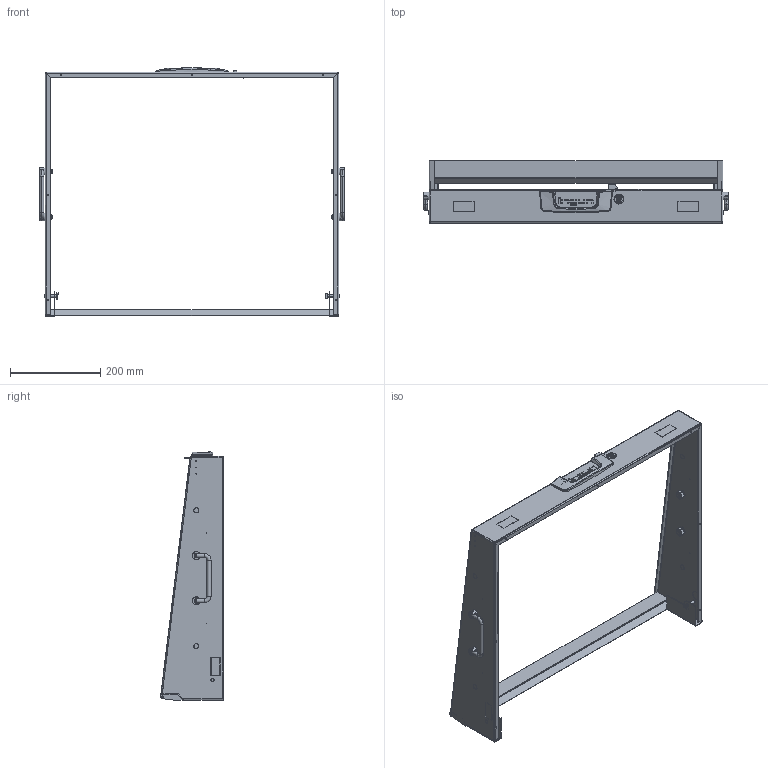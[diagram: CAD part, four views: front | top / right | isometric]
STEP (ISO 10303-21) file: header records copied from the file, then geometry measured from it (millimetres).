
FILE_DESCRIPTION (( 'STEP AP214' ), '1' );
FILE_NAME ('INGUN_113786.STEP', '2022-10-20T12:54:21', ( '' ), ( '' ), 'SwSTEP 2.0', 'SolidWorks 2021', '' );
FILE_SCHEMA (( 'AUTOMOTIVE_DESIGN' ));
Length unit declared in the file: millimetre
Products named in the file (18): 32171~0_S; 112026~0_Mitte<S>; 114196_004~0_S; 113787~1_S; 114196_001~0; 114196~0; 114196_002~0; INGUN_113786; DIN125~n_04,3 M04,0; 114364~0_S; 49317~0; 112025~2_S; ISO7380~n_M03,0x005; DIN912~n_M04,0x012; 112024~0_S; 114196_003~0; 112992~2_S; DIN985-A2~n_M04,0
Assembly tree (23 placements, depth 3):
  INGUN_113786
    113787~1_S
    32171~0_S
    112024~0_S
    112025~2_S
    DIN125~n_04,3 M04,0
    DIN985-A2~n_M04,0
    DIN912~n_M04,0x012
    112026~0_Mitte<S>
    112992~2_S  x2
    49317~0  x2
    ISO7380~n_M03,0x005
    114196~0  x2
      114196_001~0
      114196_002~0
      114196_003~0
      114196_004~0_S
    114364~0_S
Bounding box: 674 x 139.04 x 549.82 mm (x, y, z)
Volume: 542122.8 mm3; surface area: 538756.8 mm2
Topology: 30 solids, 30 shells, 1159 faces, 3049 edges, 1941 vertices
Faces by surface type: plane 475, cylinder 441, cone 102, bspline 87, torus 44, sphere 10
Entity records: 43495 total; most frequent: CARTESIAN_POINT 19008, ORIENTED_EDGE 4974, DIRECTION 4710, EDGE_CURVE 2487, AXIS2_PLACEMENT_3D 1684, VERTEX_POINT 1604, VECTOR 1342, LINE 1342
